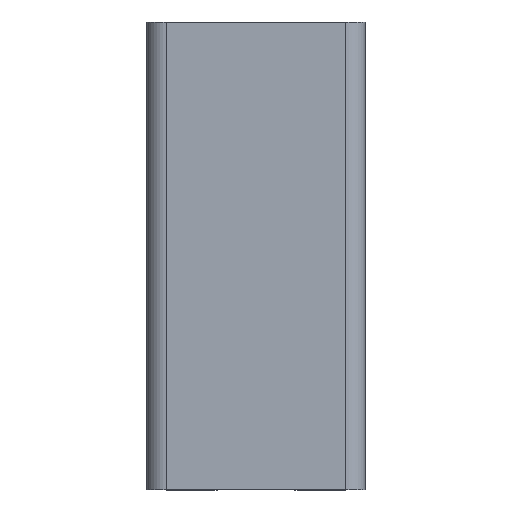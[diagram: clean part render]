
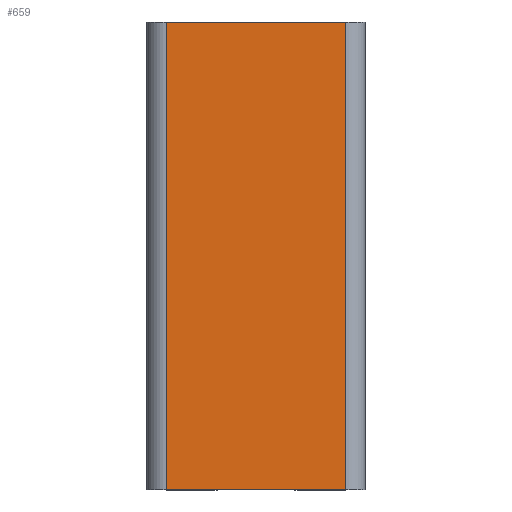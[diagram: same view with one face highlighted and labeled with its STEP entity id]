
A CAD part, top view. The second image highlights one B-rep face of the part: STEP entity #659.
In plain terms, the highlighted planar face has unit normal (0, 0, 1).
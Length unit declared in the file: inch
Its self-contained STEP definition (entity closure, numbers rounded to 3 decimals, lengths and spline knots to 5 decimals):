
#24=CARTESIAN_POINT('',(13.66276,9.74395,1.15));
#25=VERTEX_POINT('',#24);
#43=CARTESIAN_POINT('',(13.66276,3.74395,1.15));
#44=VERTEX_POINT('',#43);
#52=CARTESIAN_POINT('',(13.66276,6.74395,1.15));
#53=DIRECTION('',(0.,1.,0.));
#54=VECTOR('',#53,1.);
#55=LINE('',#52,#54);
#56=EDGE_CURVE('',#44,#25,#55,.T.);
#605=CARTESIAN_POINT('',(15.96276,9.74395,1.15));
#606=VERTEX_POINT('',#605);
#614=CARTESIAN_POINT('',(15.96276,3.74395,1.15));
#615=VERTEX_POINT('',#614);
#616=CARTESIAN_POINT('',(15.96276,6.74395,1.15));
#617=DIRECTION('',(0.,-1.,0.));
#618=VECTOR('',#617,1.);
#619=LINE('',#616,#618);
#620=EDGE_CURVE('',#606,#615,#619,.T.);
#638=CARTESIAN_POINT('',(15.96276,9.74395,1.15));
#639=DIRECTION('',(-1.,0.,0.));
#640=VECTOR('',#639,1.);
#641=LINE('',#638,#640);
#642=EDGE_CURVE('',#606,#25,#641,.T.);
#643=ORIENTED_EDGE('',*,*,#642,.T.);
#644=ORIENTED_EDGE('',*,*,#56,.F.);
#645=CARTESIAN_POINT('',(15.96276,3.74395,1.15));
#646=DIRECTION('',(1.,0.,0.));
#647=VECTOR('',#646,1.);
#648=LINE('',#645,#647);
#649=EDGE_CURVE('',#44,#615,#648,.T.);
#650=ORIENTED_EDGE('',*,*,#649,.T.);
#651=ORIENTED_EDGE('',*,*,#620,.F.);
#652=EDGE_LOOP('',(#643,#644,#650,#651));
#653=FACE_OUTER_BOUND('',#652,.T.);
#654=CARTESIAN_POINT('',(14.81276,6.74395,1.15));
#655=DIRECTION('',(0.,0.,1.));
#656=DIRECTION('',(1.,0.,0.));
#657=AXIS2_PLACEMENT_3D('',#654,#655,#656);
#658=PLANE('',#657);
#659=ADVANCED_FACE('',(#653),#658,.T.);
